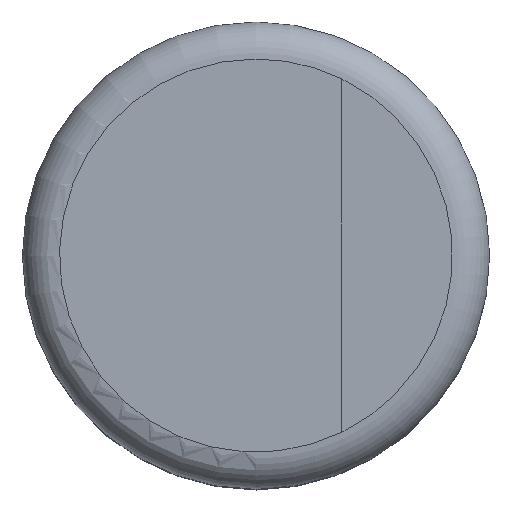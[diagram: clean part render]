
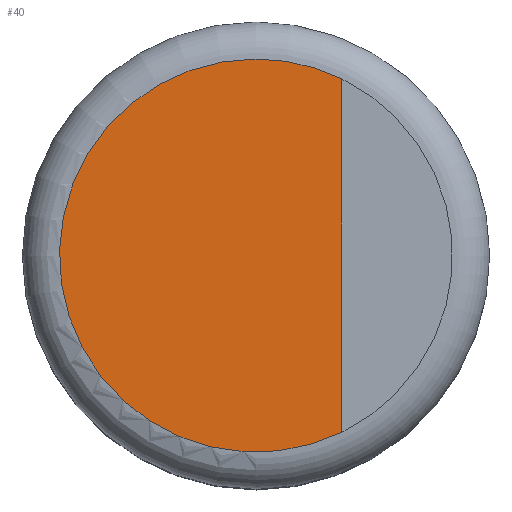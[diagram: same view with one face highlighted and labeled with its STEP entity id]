
A CAD part, top view. The second image highlights one B-rep face of the part: STEP entity #40.
In plain terms, the highlighted planar face has unit normal (0, 0, 1).
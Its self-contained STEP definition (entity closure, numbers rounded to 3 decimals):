
#16=CARTESIAN_POINT('',(1.158,-2.383,7.0));
#17=VERTEX_POINT('',#16);
#18=CARTESIAN_POINT('',(1.158,2.383,7.0));
#19=VERTEX_POINT('',#18);
#20=CARTESIAN_POINT('',(0.0,-0.0,7.0));
#21=DIRECTION('',(-0.0,0.0,-1.0));
#22=DIRECTION('',(-0.0,1.0,0.0));
#23=AXIS2_PLACEMENT_3D('',#20,#21,#22);
#24=CIRCLE('',#23,2.65);
#25=EDGE_CURVE('n� 428',#17,#19,#24,.T.);
#26=ORIENTED_EDGE('',*,*,#25,.F.);
#27=CARTESIAN_POINT('',(1.158,2.383,7.0));
#28=DIRECTION('',(0.0,-1.0,-0.0));
#29=VECTOR('',#28,1.0);
#30=LINE('',#27,#29);
#31=EDGE_CURVE('n� 441',#19,#17,#30,.T.);
#32=ORIENTED_EDGE('',*,*,#31,.F.);
#33=EDGE_LOOP('',(#26,#32));
#34=FACE_OUTER_BOUND('',#33,.T.);
#35=CARTESIAN_POINT('',(2.15,-0.0,7.0));
#36=DIRECTION('',(0.0,-0.0,1.0));
#37=DIRECTION('',(0.0,-1.0,-0.0));
#38=AXIS2_PLACEMENT_3D('',#35,#36,#37);
#39=PLANE('',#38);
#40=ADVANCED_FACE('n� 433',(#34),#39,.T.);
